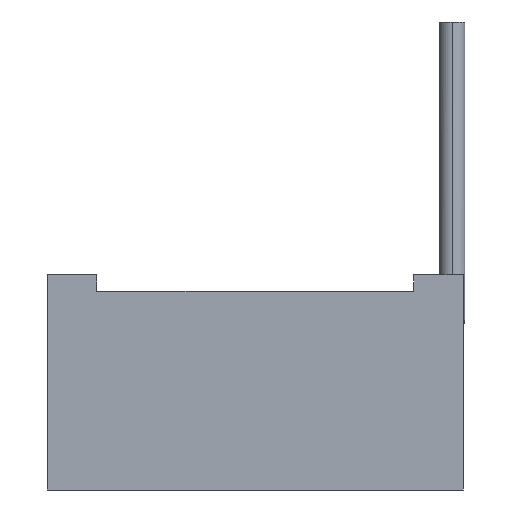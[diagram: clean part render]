
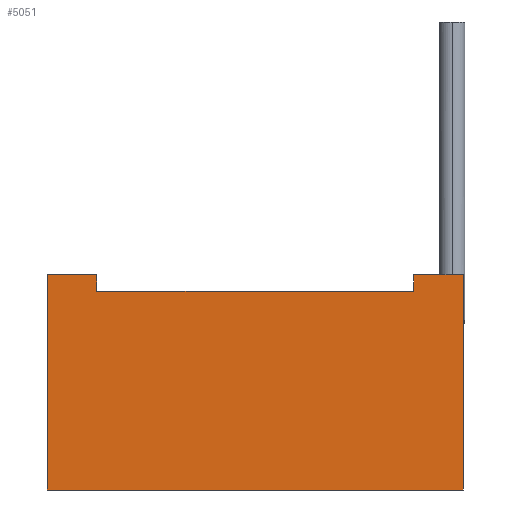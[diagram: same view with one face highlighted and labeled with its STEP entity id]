
A CAD part, front view. The second image highlights one B-rep face of the part: STEP entity #5051.
In plain terms, the highlighted planar face has unit normal (0, -1, 0).
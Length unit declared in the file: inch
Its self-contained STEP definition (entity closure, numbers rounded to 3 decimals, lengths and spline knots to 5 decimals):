
#322=DIRECTION('',(1.,0.,0.));
#323=VECTOR('',#322,0.377);
#324=CARTESIAN_POINT('',(-0.155,-0.1885,0.));
#325=LINE('',#324,#323);
#362=DIRECTION('',(0.,0.,1.));
#363=VECTOR('',#362,0.195);
#364=CARTESIAN_POINT('',(0.222,-0.1885,0.));
#365=LINE('',#364,#363);
#390=DIRECTION('',(1.,0.,0.));
#391=VECTOR('',#390,0.045);
#392=CARTESIAN_POINT('',(-0.155,-0.1885,0.195));
#393=LINE('',#392,#391);
#410=DIRECTION('',(1.,0.,0.));
#411=VECTOR('',#410,0.045);
#412=CARTESIAN_POINT('',(0.177,-0.1885,0.195));
#413=LINE('',#412,#411);
#1566=DIRECTION('',(1.,0.,0.));
#1567=VECTOR('',#1566,0.287);
#1568=CARTESIAN_POINT('',(-0.11,-0.1885,0.18));
#1569=LINE('',#1568,#1567);
#1570=DIRECTION('',(0.,0.,-1.));
#1571=VECTOR('',#1570,0.015);
#1572=CARTESIAN_POINT('',(0.177,-0.1885,0.195));
#1573=LINE('',#1572,#1571);
#1574=DIRECTION('',(0.,0.,1.));
#1575=VECTOR('',#1574,0.195);
#1576=CARTESIAN_POINT('',(-0.155,-0.1885,0.));
#1577=LINE('',#1576,#1575);
#1578=DIRECTION('',(0.,0.,-1.));
#1579=VECTOR('',#1578,0.015);
#1580=CARTESIAN_POINT('',(-0.11,-0.1885,0.195));
#1581=LINE('',#1580,#1579);
#2169=CARTESIAN_POINT('',(-0.155,-0.1885,0.));
#2171=VERTEX_POINT('',#2169);
#2172=CARTESIAN_POINT('',(0.222,-0.1885,0.));
#2173=VERTEX_POINT('',#2172);
#2178=CARTESIAN_POINT('',(-0.155,-0.1885,0.195));
#2179=VERTEX_POINT('',#2178);
#2180=CARTESIAN_POINT('',(0.222,-0.1885,0.195));
#2181=VERTEX_POINT('',#2180);
#2194=CARTESIAN_POINT('',(-0.11,-0.1885,0.195));
#2195=VERTEX_POINT('',#2194);
#2196=CARTESIAN_POINT('',(0.177,-0.1885,0.195));
#2198=VERTEX_POINT('',#2196);
#2208=CARTESIAN_POINT('',(-0.11,-0.1885,0.18));
#2209=CARTESIAN_POINT('',(0.177,-0.1885,0.18));
#2210=VERTEX_POINT('',#2208);
#2211=VERTEX_POINT('',#2209);
#5035=CARTESIAN_POINT('',(-0.155,-0.1885,0.));
#5036=DIRECTION('',(0.,-1.,0.));
#5037=DIRECTION('',(1.,0.,0.));
#5038=AXIS2_PLACEMENT_3D('',#5035,#5036,#5037);
#5039=PLANE('',#5038);
#5040=ORIENTED_EDGE('',*,*,#3483,.T.);
#5042=ORIENTED_EDGE('',*,*,#5041,.F.);
#5043=ORIENTED_EDGE('',*,*,#3415,.T.);
#5044=ORIENTED_EDGE('',*,*,#3368,.F.);
#5045=ORIENTED_EDGE('',*,*,#3306,.F.);
#5046=ORIENTED_EDGE('',*,*,#4999,.T.);
#5047=ORIENTED_EDGE('',*,*,#3398,.T.);
#5048=ORIENTED_EDGE('',*,*,#5030,.T.);
#5049=EDGE_LOOP('',(#5040,#5042,#5043,#5044,#5045,#5046,#5047,#5048));
#5050=FACE_OUTER_BOUND('',#5049,.F.);
#5051=ADVANCED_FACE('',(#5050),#5039,.T.);
#3306=EDGE_CURVE('',#2171,#2173,#325,.T.);
#3368=EDGE_CURVE('',#2173,#2181,#365,.T.);
#3398=EDGE_CURVE('',#2179,#2195,#393,.T.);
#3415=EDGE_CURVE('',#2198,#2181,#413,.T.);
#3483=EDGE_CURVE('',#2210,#2211,#1569,.T.);
#4999=EDGE_CURVE('',#2171,#2179,#1577,.T.);
#5030=EDGE_CURVE('',#2195,#2210,#1581,.T.);
#5041=EDGE_CURVE('',#2198,#2211,#1573,.T.);
